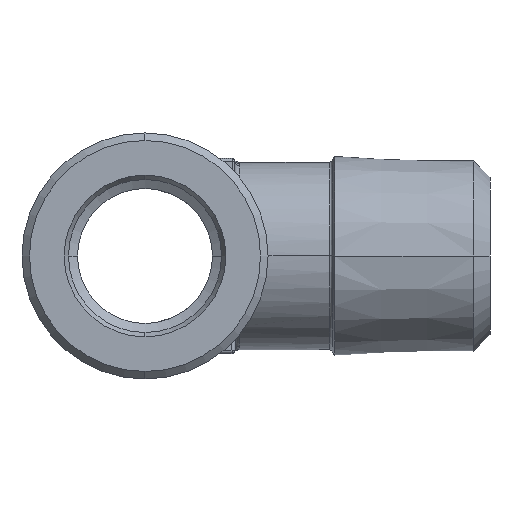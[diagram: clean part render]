
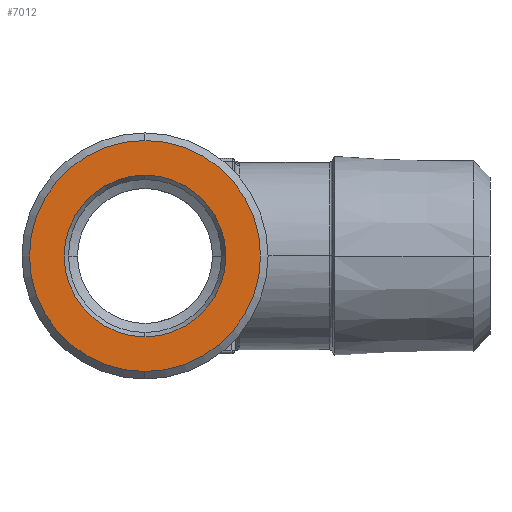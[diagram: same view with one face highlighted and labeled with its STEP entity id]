
A CAD part, left-side view. The second image highlights one B-rep face of the part: STEP entity #7012.
In plain terms, the highlighted planar face has unit normal (-1, 0, 0).
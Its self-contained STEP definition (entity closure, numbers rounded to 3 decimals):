
#2340=CARTESIAN_POINT('',(-29.6,0.,0.));
#2341=DIRECTION('',(1.,0.,0.));
#2342=DIRECTION('',(0.,0.,-1.));
#2343=AXIS2_PLACEMENT_3D('',#2340,#2341,#2342);
#2345=CARTESIAN_POINT('',(-29.6,0.,0.));
#2346=DIRECTION('',(-1.,0.,0.));
#2347=DIRECTION('',(0.,0.,-1.));
#2348=AXIS2_PLACEMENT_3D('',#2345,#2346,#2347);
#2350=CARTESIAN_POINT('',(-29.6,0.,0.));
#2351=DIRECTION('',(-1.,0.,0.));
#2352=DIRECTION('',(0.,0.,-1.));
#2353=AXIS2_PLACEMENT_3D('',#2350,#2351,#2352);
#2363=CARTESIAN_POINT('',(-29.6,0.,0.));
#2364=DIRECTION('',(1.,0.,0.));
#2365=DIRECTION('',(0.,0.,-1.));
#2366=AXIS2_PLACEMENT_3D('',#2363,#2364,#2365);
#2797=CARTESIAN_POINT('',(-29.6,0.,-5.389));
#2799=VERTEX_POINT('',#2797);
#2800=CARTESIAN_POINT('',(-29.6,0.,-7.7));
#2802=VERTEX_POINT('',#2800);
#2807=CARTESIAN_POINT('',(-29.6,0.,5.389));
#2809=VERTEX_POINT('',#2807);
#2810=CARTESIAN_POINT('',(-29.6,0.,7.7));
#2812=VERTEX_POINT('',#2810);
#6997=CARTESIAN_POINT('',(-29.6,0.,0.));
#6998=DIRECTION('',(-1.,0.,0.));
#6999=DIRECTION('',(0.,0.,1.));
#7000=AXIS2_PLACEMENT_3D('',#6997,#6998,#6999);
#7001=PLANE('',#7000);
#7003=ORIENTED_EDGE('',*,*,#7002,.F.);
#7005=ORIENTED_EDGE('',*,*,#7004,.T.);
#7006=EDGE_LOOP('',(#7003,#7005));
#7007=FACE_OUTER_BOUND('',#7006,.F.);
#7008=ORIENTED_EDGE('',*,*,#6976,.F.);
#7009=ORIENTED_EDGE('',*,*,#6992,.T.);
#7010=EDGE_LOOP('',(#7008,#7009));
#7011=FACE_BOUND('',#7010,.F.);
#7012=ADVANCED_FACE('',(#7007,#7011),#7001,.T.);
#2344=CIRCLE('',#2343,5.389);
#2349=CIRCLE('',#2348,5.389);
#2354=CIRCLE('',#2353,7.7);
#2367=CIRCLE('',#2366,7.7);
#6976=EDGE_CURVE('',#2799,#2809,#2344,.T.);
#6992=EDGE_CURVE('',#2799,#2809,#2349,.T.);
#7002=EDGE_CURVE('',#2802,#2812,#2354,.T.);
#7004=EDGE_CURVE('',#2802,#2812,#2367,.T.);
